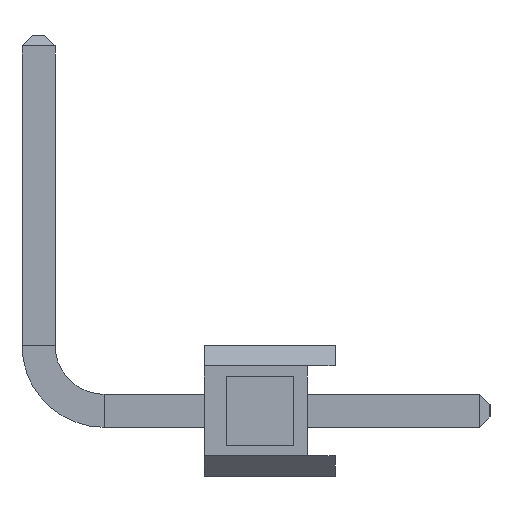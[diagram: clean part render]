
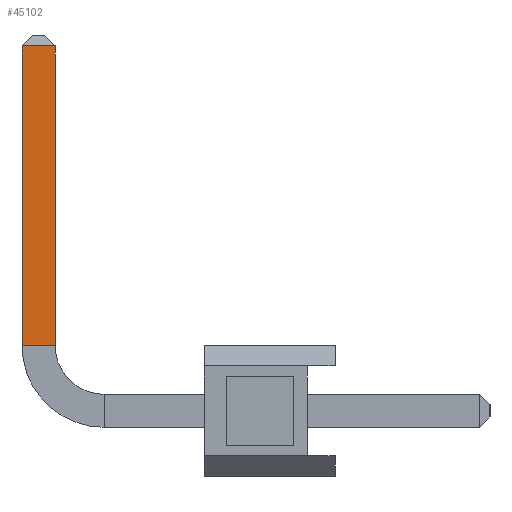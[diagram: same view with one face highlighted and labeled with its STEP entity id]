
A CAD part, left-side view. The second image highlights one B-rep face of the part: STEP entity #45102.
In plain terms, the highlighted planar face has unit normal (-1, 0, 0).
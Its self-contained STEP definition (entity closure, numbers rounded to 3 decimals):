
#718 = EDGE_CURVE ( 'NONE', #31301, #7053, #30156, .T. ) ;
#6926 = CARTESIAN_POINT ( 'NONE',  ( -0.32, 5.43, 7.07 ) ) ;
#7053 = VERTEX_POINT ( 'NONE', #24665 ) ;
#8301 = VECTOR ( 'NONE', #48149, 1000. ) ;
#9548 = ORIENTED_EDGE ( 'NONE', *, *, #37906, .T. ) ;
#10771 = LINE ( 'NONE', #16617, #8301 ) ;
#12832 = FACE_OUTER_BOUND ( 'NONE', #35797, .T. ) ;
#13552 = DIRECTION ( 'NONE',  ( 0., 1., 0. ) ) ;
#13881 = CARTESIAN_POINT ( 'NONE',  ( -0.32, 6.07, 7.07 ) ) ;
#16267 = DIRECTION ( 'NONE',  ( 0., -1., 0. ) ) ;
#16617 = CARTESIAN_POINT ( 'NONE',  ( -0.32, 6.07, 1.27 ) ) ;
#19042 = CARTESIAN_POINT ( 'NONE',  ( -0.32, 5.43, 1.27 ) ) ;
#19142 = VERTEX_POINT ( 'NONE', #35733 ) ;
#19460 = VERTEX_POINT ( 'NONE', #41781 ) ;
#21592 = LINE ( 'NONE', #19042, #22831 ) ;
#22831 = VECTOR ( 'NONE', #50234, 1000. ) ;
#22844 = PLANE ( 'NONE',  #41330 ) ;
#23963 = ORIENTED_EDGE ( 'NONE', *, *, #718, .T. ) ;
#24665 = CARTESIAN_POINT ( 'NONE',  ( -0.32, 6.07, 7.07 ) ) ;
#25307 = LINE ( 'NONE', #43424, #43271 ) ;
#27676 = VECTOR ( 'NONE', #13552, 1000. ) ;
#28516 = EDGE_CURVE ( 'NONE', #19460, #31301, #21592, .T. ) ;
#30156 = LINE ( 'NONE', #13881, #27676 ) ;
#31301 = VERTEX_POINT ( 'NONE', #6926 ) ;
#35733 = CARTESIAN_POINT ( 'NONE',  ( -0.32, 6.07, 1.27 ) ) ;
#35797 = EDGE_LOOP ( 'NONE', ( #48383, #23963, #43881, #9548 ) ) ;
#37906 = EDGE_CURVE ( 'NONE', #19142, #19460, #25307, .T. ) ;
#38213 = DIRECTION ( 'NONE',  ( -1., 0., 0. ) ) ;
#38377 = CARTESIAN_POINT ( 'NONE',  ( -0.32, 6.07, 1.27 ) ) ;
#38865 = EDGE_CURVE ( 'NONE', #19142, #7053, #10771, .T. ) ;
#41330 = AXIS2_PLACEMENT_3D ( 'NONE', #38377, #38213, #46233 ) ;
#41781 = CARTESIAN_POINT ( 'NONE',  ( -0.32, 5.43, 1.27 ) ) ;
#43271 = VECTOR ( 'NONE', #16267, 1000. ) ;
#43424 = CARTESIAN_POINT ( 'NONE',  ( -0.32, 6.07, 1.27 ) ) ;
#43881 = ORIENTED_EDGE ( 'NONE', *, *, #38865, .F. ) ;
#45102 = ADVANCED_FACE ( 'NONE', ( #12832 ), #22844, .T. ) ;
#46233 = DIRECTION ( 'NONE',  ( 0., -1., 0. ) ) ;
#48149 = DIRECTION ( 'NONE',  ( 0., 0., 1. ) ) ;
#48383 = ORIENTED_EDGE ( 'NONE', *, *, #28516, .T. ) ;
#50234 = DIRECTION ( 'NONE',  ( 0., 0., 1. ) ) ;
